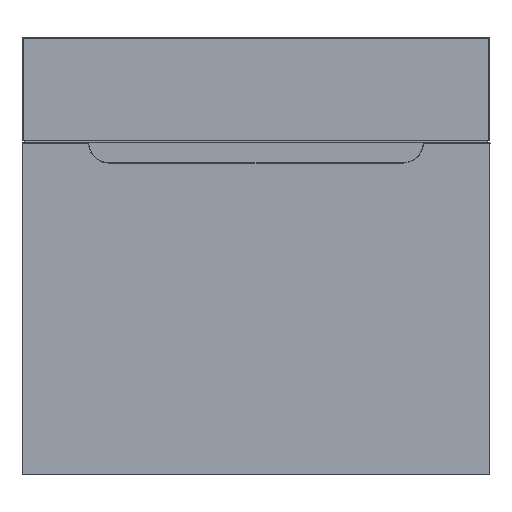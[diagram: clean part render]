
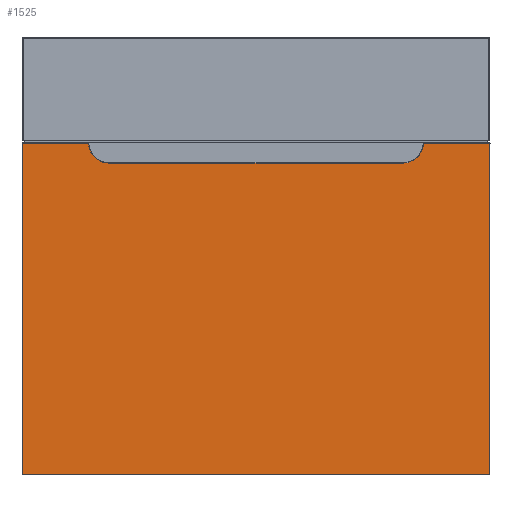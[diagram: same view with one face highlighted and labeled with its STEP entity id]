
A CAD part, front view. The second image highlights one B-rep face of the part: STEP entity #1525.
In plain terms, the highlighted face is planar.
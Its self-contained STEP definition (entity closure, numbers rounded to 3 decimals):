
#281=(
BOUNDED_CURVE()
B_SPLINE_CURVE(2,(#18305,#18306,#18307),.UNSPECIFIED.,.F.,.F.)
B_SPLINE_CURVE_WITH_KNOTS((3,3),(-47.409,0.),.UNSPECIFIED.)
CURVE()
GEOMETRIC_REPRESENTATION_ITEM()
RATIONAL_B_SPLINE_CURVE((1.,0.713,1.))
REPRESENTATION_ITEM('')
);
#282=(
BOUNDED_CURVE()
B_SPLINE_CURVE(2,(#18310,#18311,#18312),.UNSPECIFIED.,.F.,.F.)
B_SPLINE_CURVE_WITH_KNOTS((3,3),(-47.409,0.),.UNSPECIFIED.)
CURVE()
GEOMETRIC_REPRESENTATION_ITEM()
RATIONAL_B_SPLINE_CURVE((1.,0.713,1.))
REPRESENTATION_ITEM('')
);
#1525=ADVANCED_FACE('',(#2417),#12960,.T.);
#2417=FACE_OUTER_BOUND('',#3311,.T.);
#3311=EDGE_LOOP('',(#4584,#4585,#4586,#4587,#4588,#4589,#4590,#4591));
#4584=ORIENTED_EDGE('',*,*,#8546,.F.);
#4585=ORIENTED_EDGE('',*,*,#8554,.T.);
#4586=ORIENTED_EDGE('',*,*,#8553,.T.);
#4587=ORIENTED_EDGE('',*,*,#8552,.T.);
#4588=ORIENTED_EDGE('',*,*,#8551,.T.);
#4589=ORIENTED_EDGE('',*,*,#8550,.T.);
#4590=ORIENTED_EDGE('',*,*,#8549,.T.);
#4591=ORIENTED_EDGE('',*,*,#8529,.F.);
#8529=EDGE_CURVE('',#11765,#11769,#10548,.T.);
#8546=EDGE_CURVE('',#11781,#11765,#10563,.T.);
#8549=EDGE_CURVE('',#11782,#11769,#281,.T.);
#8550=EDGE_CURVE('',#11783,#11782,#10564,.T.);
#8551=EDGE_CURVE('',#11784,#11783,#282,.T.);
#8552=EDGE_CURVE('',#11785,#11784,#10565,.T.);
#8553=EDGE_CURVE('',#11786,#11785,#10566,.T.);
#8554=EDGE_CURVE('',#11781,#11786,#10567,.T.);
#10548=B_SPLINE_CURVE_WITH_KNOTS('',1,(#18252,#18253),.UNSPECIFIED.,.F.,
 .F.,(2,2),(-99.004,0.),.UNSPECIFIED.);
#10563=B_SPLINE_CURVE_WITH_KNOTS('',1,(#18297,#18298),.UNSPECIFIED.,.F.,
 .F.,(2,2),(-496.,0.),.UNSPECIFIED.);
#10564=B_SPLINE_CURVE_WITH_KNOTS('',1,(#18308,#18309),.UNSPECIFIED.,.F.,
 .F.,(2,2),(-440.,0.),.UNSPECIFIED.);
#10565=B_SPLINE_CURVE_WITH_KNOTS('',1,(#18313,#18314),.UNSPECIFIED.,.F.,
 .F.,(2,2),(-99.004,0.),.UNSPECIFIED.);
#10566=B_SPLINE_CURVE_WITH_KNOTS('',1,(#18315,#18316),.UNSPECIFIED.,.F.,
 .F.,(2,2),(-496.,0.),.UNSPECIFIED.);
#10567=B_SPLINE_CURVE_WITH_KNOTS('',1,(#18317,#18318),.UNSPECIFIED.,.F.,
 .F.,(2,2),(-699.,0.),.UNSPECIFIED.);
#11765=VERTEX_POINT('',#18192);
#11769=VERTEX_POINT('',#18196);
#11781=VERTEX_POINT('',#18208);
#11782=VERTEX_POINT('',#18209);
#11783=VERTEX_POINT('',#18210);
#11784=VERTEX_POINT('',#18211);
#11785=VERTEX_POINT('',#18212);
#11786=VERTEX_POINT('',#18213);
#12960=PLANE('',#13931);
#13931=AXIS2_PLACEMENT_3D('',#16993,#14566,$);
#14566=DIRECTION('',(0.,0.,1.));
#16993=CARTESIAN_POINT('',(-420.526,-298.726,18.));
#18192=CARTESIAN_POINT('',(-349.5,248.,18.));
#18196=CARTESIAN_POINT('',(-250.496,248.,18.));
#18208=CARTESIAN_POINT('',(-349.5,-248.,18.));
#18209=CARTESIAN_POINT('',(-220.,218.,18.));
#18210=CARTESIAN_POINT('',(220.,218.,18.));
#18211=CARTESIAN_POINT('',(250.496,248.,18.));
#18212=CARTESIAN_POINT('',(349.5,248.,18.));
#18213=CARTESIAN_POINT('',(349.5,-248.,18.));
#18252=CARTESIAN_POINT('',(-349.5,248.,18.));
#18253=CARTESIAN_POINT('',(-250.496,248.,18.));
#18297=CARTESIAN_POINT('',(-349.5,-248.,18.));
#18298=CARTESIAN_POINT('',(-349.5,248.,18.));
#18305=CARTESIAN_POINT('',(-220.,218.,18.));
#18306=CARTESIAN_POINT('',(-250.004,218.,18.));
#18307=CARTESIAN_POINT('',(-250.496,248.,18.));
#18308=CARTESIAN_POINT('',(220.,218.,18.));
#18309=CARTESIAN_POINT('',(-220.,218.,18.));
#18310=CARTESIAN_POINT('',(250.496,248.,18.));
#18311=CARTESIAN_POINT('',(250.004,218.,18.));
#18312=CARTESIAN_POINT('',(220.,218.,18.));
#18313=CARTESIAN_POINT('',(349.5,248.,18.));
#18314=CARTESIAN_POINT('',(250.496,248.,18.));
#18315=CARTESIAN_POINT('',(349.5,-248.,18.));
#18316=CARTESIAN_POINT('',(349.5,248.,18.));
#18317=CARTESIAN_POINT('',(-349.5,-248.,18.));
#18318=CARTESIAN_POINT('',(349.5,-248.,18.));
